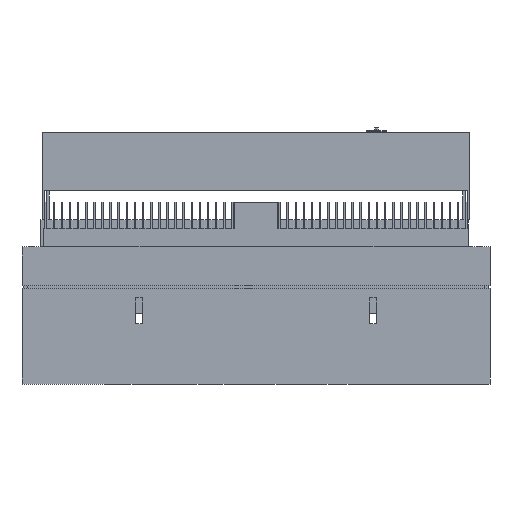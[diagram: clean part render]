
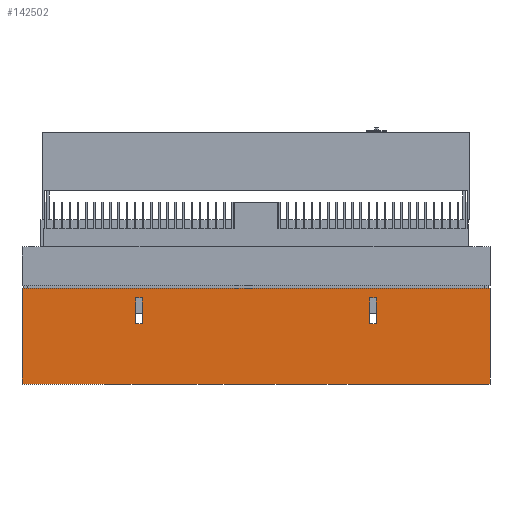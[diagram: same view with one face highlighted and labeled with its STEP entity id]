
A CAD part, left-side view. The second image highlights one B-rep face of the part: STEP entity #142502.
In plain terms, the highlighted planar face has unit normal (-1, 0, 0).
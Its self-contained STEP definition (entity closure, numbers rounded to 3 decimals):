
#2266 = CARTESIAN_POINT ( 'NONE',  ( 320.75, 417.768, 21.424 ) ) ;
#4748 = LINE ( 'NONE', #121537, #94523 ) ;
#5267 = ORIENTED_EDGE ( 'NONE', *, *, #124626, .T. ) ;
#7212 = EDGE_LOOP ( 'NONE', ( #14466, #105093, #87664, #98335 ) ) ;
#7899 = CARTESIAN_POINT ( 'NONE',  ( 320.75, 426.768, 19.954 ) ) ;
#8146 = VERTEX_POINT ( 'NONE', #70153 ) ;
#8874 = EDGE_CURVE ( 'NONE', #141808, #135741, #119638, .T. ) ;
#9102 = VECTOR ( 'NONE', #50244, 39.37 ) ;
#11659 = VECTOR ( 'NONE', #31579, 39.37 ) ;
#13678 = VECTOR ( 'NONE', #74838, 39.37 ) ;
#14466 = ORIENTED_EDGE ( 'NONE', *, *, #38075, .F. ) ;
#14887 = CARTESIAN_POINT ( 'NONE',  ( 320.75, 422.393, 21.799 ) ) ;
#15179 = VECTOR ( 'NONE', #135947, 39.37 ) ;
#15754 = CARTESIAN_POINT ( 'NONE',  ( 320.75, 422.393, 21.424 ) ) ;
#16399 = DIRECTION ( 'NONE',  ( -1., 0., 0. ) ) ;
#17854 = ORIENTED_EDGE ( 'NONE', *, *, #8874, .T. ) ;
#17957 = CARTESIAN_POINT ( 'NONE',  ( 320.75, 413.393, 21.799 ) ) ;
#18840 = LINE ( 'NONE', #93259, #50025 ) ;
#27501 = DIRECTION ( 'NONE',  ( 0., -1., 0. ) ) ;
#27774 = EDGE_LOOP ( 'NONE', ( #106448, #5267, #112827, #17854 ) ) ;
#28311 = DIRECTION ( 'NONE',  ( 0., -1., 0. ) ) ;
#28978 = VERTEX_POINT ( 'NONE', #92935 ) ;
#31435 = EDGE_LOOP ( 'NONE', ( #59751, #55874, #68555, #98127 ) ) ;
#31579 = DIRECTION ( 'NONE',  ( 0., 1., 0. ) ) ;
#32290 = VERTEX_POINT ( 'NONE', #17957 ) ;
#35817 = CARTESIAN_POINT ( 'NONE',  ( 320.75, 426.768, 21.424 ) ) ;
#38075 = EDGE_CURVE ( 'NONE', #32290, #111802, #102881, .T. ) ;
#39775 = CARTESIAN_POINT ( 'NONE',  ( 320.75, 431.393, 18.109 ) ) ;
#42767 = LINE ( 'NONE', #66002, #11659 ) ;
#47045 = VERTEX_POINT ( 'NONE', #39775 ) ;
#50025 = VECTOR ( 'NONE', #151210, 39.37 ) ;
#50244 = DIRECTION ( 'NONE',  ( 0., 1., 0. ) ) ;
#51497 = LINE ( 'NONE', #116624, #78885 ) ;
#52856 = LINE ( 'NONE', #7899, #111444 ) ;
#55874 = ORIENTED_EDGE ( 'NONE', *, *, #100876, .T. ) ;
#57289 = DIRECTION ( 'NONE',  ( 0., 1., 0. ) ) ;
#59751 = ORIENTED_EDGE ( 'NONE', *, *, #140097, .T. ) ;
#66002 = CARTESIAN_POINT ( 'NONE',  ( 320.75, 422.393, 20.424 ) ) ;
#68555 = ORIENTED_EDGE ( 'NONE', *, *, #147131, .T. ) ;
#69105 = LINE ( 'NONE', #115643, #127707 ) ;
#70060 = DIRECTION ( 'NONE',  ( 0., 0., 1. ) ) ;
#70153 = CARTESIAN_POINT ( 'NONE',  ( 320.75, 427.018, 20.424 ) ) ;
#71706 = VECTOR ( 'NONE', #143350, 39.37 ) ;
#73173 = CARTESIAN_POINT ( 'NONE',  ( 320.75, 413.393, 19.359 ) ) ;
#73315 = VERTEX_POINT ( 'NONE', #125981 ) ;
#74740 = PLANE ( 'NONE',  #76994 ) ;
#74838 = DIRECTION ( 'NONE',  ( 0., 0., 1. ) ) ;
#76994 = AXIS2_PLACEMENT_3D ( 'NONE', #86530, #16399, #98311 ) ;
#77444 = LINE ( 'NONE', #112919, #15179 ) ;
#78737 = FACE_OUTER_BOUND ( 'NONE', #7212, .T. ) ;
#78743 = LINE ( 'NONE', #14887, #9102 ) ;
#78885 = VECTOR ( 'NONE', #104807, 39.37 ) ;
#86530 = CARTESIAN_POINT ( 'NONE',  ( 320.75, 413.393, 18.109 ) ) ;
#87664 = ORIENTED_EDGE ( 'NONE', *, *, #93989, .F. ) ;
#91849 = VERTEX_POINT ( 'NONE', #2266 ) ;
#92132 = VECTOR ( 'NONE', #27501, 39.37 ) ;
#92935 = CARTESIAN_POINT ( 'NONE',  ( 320.75, 431.393, 21.799 ) ) ;
#93259 = CARTESIAN_POINT ( 'NONE',  ( 320.75, 431.393, 19.954 ) ) ;
#93736 = CARTESIAN_POINT ( 'NONE',  ( 320.75, 417.768, 20.424 ) ) ;
#93989 = EDGE_CURVE ( 'NONE', #47045, #28978, #18840, .T. ) ;
#94523 = VECTOR ( 'NONE', #28311, 39.37 ) ;
#98127 = ORIENTED_EDGE ( 'NONE', *, *, #137192, .T. ) ;
#98311 = DIRECTION ( 'NONE',  ( 0., 0., 1. ) ) ;
#98335 = ORIENTED_EDGE ( 'NONE', *, *, #144669, .F. ) ;
#100876 = EDGE_CURVE ( 'NONE', #113395, #91849, #4748, .T. ) ;
#101711 = EDGE_CURVE ( 'NONE', #8146, #141808, #147717, .T. ) ;
#102881 = LINE ( 'NONE', #73173, #71706 ) ;
#103446 = LINE ( 'NONE', #145032, #13678 ) ;
#104807 = DIRECTION ( 'NONE',  ( 0., 1., 0. ) ) ;
#105093 = ORIENTED_EDGE ( 'NONE', *, *, #134100, .T. ) ;
#106227 = FACE_BOUND ( 'NONE', #27774, .T. ) ;
#106448 = ORIENTED_EDGE ( 'NONE', *, *, #121739, .T. ) ;
#107869 = CARTESIAN_POINT ( 'NONE',  ( 320.75, 413.393, 18.109 ) ) ;
#111444 = VECTOR ( 'NONE', #148352, 39.37 ) ;
#111802 = VERTEX_POINT ( 'NONE', #107869 ) ;
#112827 = ORIENTED_EDGE ( 'NONE', *, *, #101711, .T. ) ;
#112919 = CARTESIAN_POINT ( 'NONE',  ( 320.75, 417.768, 19.954 ) ) ;
#113395 = VERTEX_POINT ( 'NONE', #113560 ) ;
#113560 = CARTESIAN_POINT ( 'NONE',  ( 320.75, 418.018, 21.424 ) ) ;
#115643 = CARTESIAN_POINT ( 'NONE',  ( 320.75, 413.393, 18.109 ) ) ;
#116624 = CARTESIAN_POINT ( 'NONE',  ( 320.75, 422.393, 20.424 ) ) ;
#119638 = LINE ( 'NONE', #15754, #92132 ) ;
#121537 = CARTESIAN_POINT ( 'NONE',  ( 320.75, 422.393, 21.424 ) ) ;
#121739 = EDGE_CURVE ( 'NONE', #135741, #150612, #52856, .T. ) ;
#124626 = EDGE_CURVE ( 'NONE', #150612, #8146, #51497, .T. ) ;
#125981 = CARTESIAN_POINT ( 'NONE',  ( 320.75, 418.018, 20.424 ) ) ;
#127707 = VECTOR ( 'NONE', #57289, 39.37 ) ;
#133915 = VERTEX_POINT ( 'NONE', #93736 ) ;
#134100 = EDGE_CURVE ( 'NONE', #32290, #28978, #78743, .T. ) ;
#135741 = VERTEX_POINT ( 'NONE', #35817 ) ;
#135947 = DIRECTION ( 'NONE',  ( 0., 0., -1. ) ) ;
#137192 = EDGE_CURVE ( 'NONE', #133915, #73315, #42767, .T. ) ;
#137391 = FACE_BOUND ( 'NONE', #31435, .T. ) ;
#140097 = EDGE_CURVE ( 'NONE', #73315, #113395, #103446, .T. ) ;
#140238 = CARTESIAN_POINT ( 'NONE',  ( 320.75, 427.018, 19.954 ) ) ;
#141808 = VERTEX_POINT ( 'NONE', #144065 ) ;
#142279 = CARTESIAN_POINT ( 'NONE',  ( 320.75, 426.768, 20.424 ) ) ;
#142502 = ADVANCED_FACE ( 'NONE', ( #106227, #137391, #78737 ), #74740, .T. ) ;
#143350 = DIRECTION ( 'NONE',  ( 0., 0., -1. ) ) ;
#144065 = CARTESIAN_POINT ( 'NONE',  ( 320.75, 427.018, 21.424 ) ) ;
#144669 = EDGE_CURVE ( 'NONE', #111802, #47045, #69105, .T. ) ;
#145032 = CARTESIAN_POINT ( 'NONE',  ( 320.75, 418.018, 19.954 ) ) ;
#147131 = EDGE_CURVE ( 'NONE', #91849, #133915, #77444, .T. ) ;
#147717 = LINE ( 'NONE', #140238, #149286 ) ;
#148352 = DIRECTION ( 'NONE',  ( 0., 0., -1. ) ) ;
#149286 = VECTOR ( 'NONE', #70060, 39.37 ) ;
#150612 = VERTEX_POINT ( 'NONE', #142279 ) ;
#151210 = DIRECTION ( 'NONE',  ( 0., 0., 1. ) ) ;
